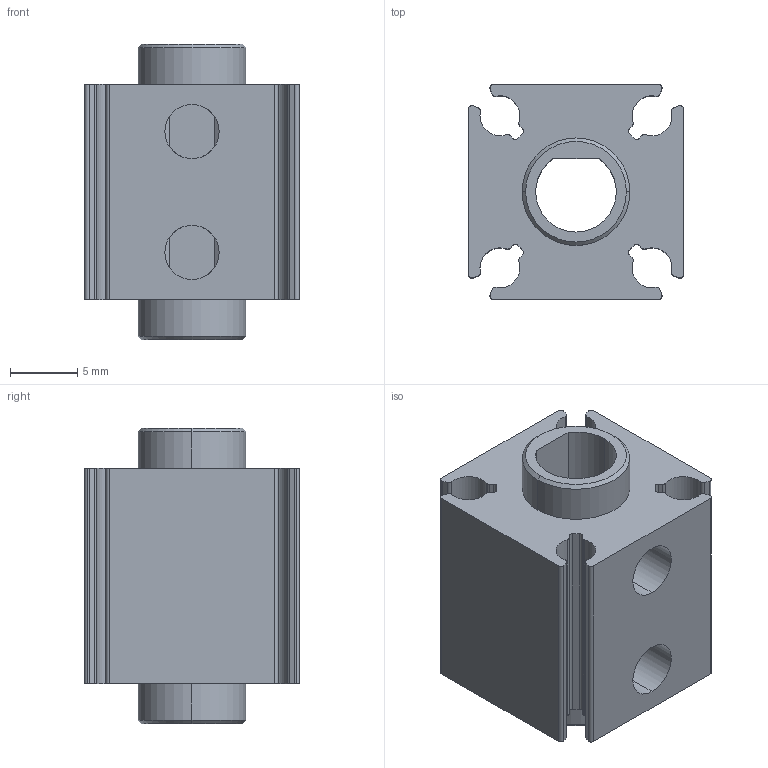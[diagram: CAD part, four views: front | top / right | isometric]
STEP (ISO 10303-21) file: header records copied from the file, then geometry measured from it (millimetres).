
FILE_DESCRIPTION (( 'STEP AP214' ), '1' );
FILE_NAME ('am-3441 6mmD Double Boss XL Nub.STEP', '2016-09-09T00:11:22', ( '' ), ( '' ), 'SwSTEP 2.0', 'SolidWorks 2014', '' );
FILE_SCHEMA (( 'AUTOMOTIVE_DESIGN' ));
Length unit declared in the file: inch
Products named in the file (1): am-3441 6mmD Double Boss XL Nub
Bounding box: 16 x 16 x 21.99 mm (x, y, z)
Volume: 3012.8 mm3; surface area: 2519.8 mm2
Topology: 1 solids, 1 shells, 96 faces, 272 edges, 180 vertices
Faces by surface type: cylinder 63, plane 29, cone 4
Entity records: 3370 total; most frequent: CARTESIAN_POINT 653, DIRECTION 588, ORIENTED_EDGE 544, EDGE_CURVE 272, AXIS2_PLACEMENT_3D 223, VERTEX_POINT 180, VECTOR 142, LINE 142
